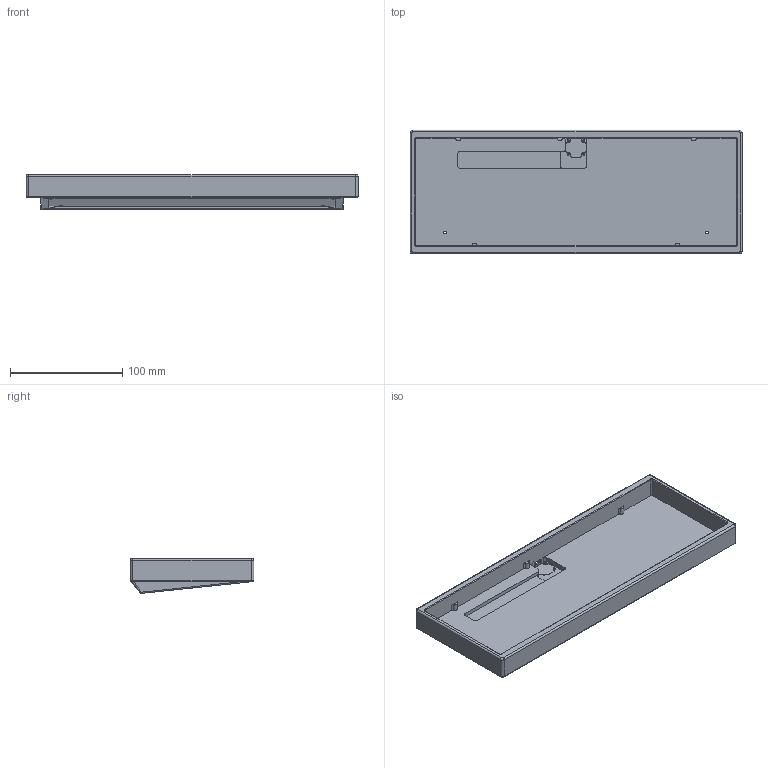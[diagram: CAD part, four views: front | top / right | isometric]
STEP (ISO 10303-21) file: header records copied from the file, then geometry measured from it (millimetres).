
FILE_DESCRIPTION(/* description */ (''),/* implementation_level */ '2;1');
FILE_NAME(/* name */ 'case.step',/* time_stamp */ '2023-07-21T21:08:51+07:00',/* author */ (''),/* organization */ (''),/* preprocessor_version */ 'ST-DEVELOPER v19.2',/* originating_system */ 'Autodesk Translation Framework v12.6.0.85',/* authorisation */ '');
FILE_SCHEMA (('AUTOMOTIVE_DESIGN { 1 0 10303 214 3 1 1 }'));
Length unit declared in the file: millimetre
Products named in the file (1): FINAL
Bounding box: 295.7 x 110.2 x 30.98 mm (x, y, z)
Volume: 280407.7 mm3; surface area: 99448.7 mm2
Topology: 1 solids, 1 shells, 210 faces, 527 edges, 331 vertices
Faces by surface type: cylinder 89, plane 81, cone 24, bspline 12, torus 4
Full cylindrical faces by diameter (mm): 1.623 x4, 2.529 x4, 8.5 x4
Entity records: 6613 total; most frequent: CARTESIAN_POINT 1409, DIRECTION 1128, ORIENTED_EDGE 1054, EDGE_CURVE 527, AXIS2_PLACEMENT_3D 414, VERTEX_POINT 331, LINE 300, VECTOR 300
